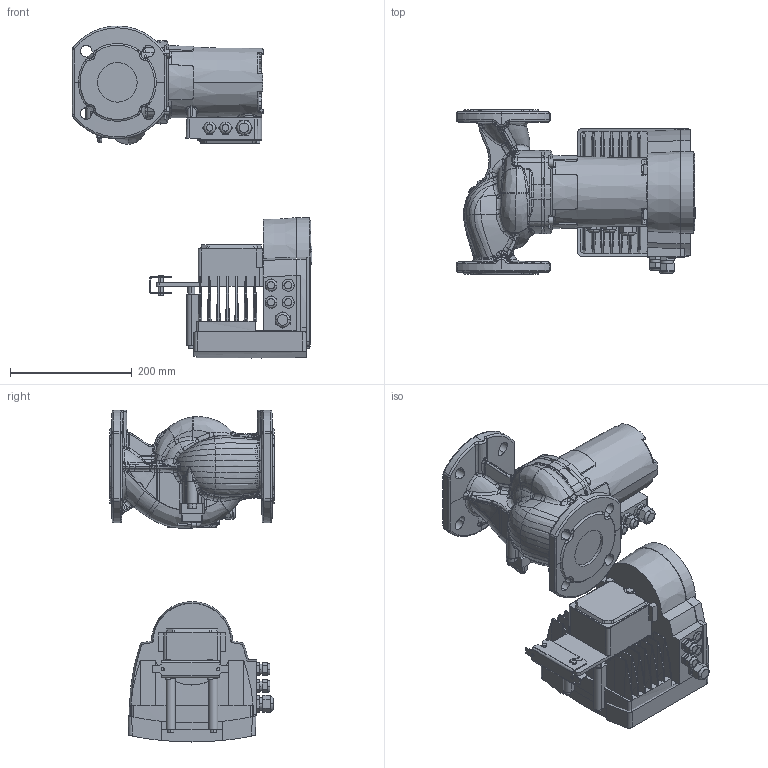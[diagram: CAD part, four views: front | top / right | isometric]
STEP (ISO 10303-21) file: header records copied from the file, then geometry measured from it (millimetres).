
FILE_DESCRIPTION (( 'STEP AP203' ), '1' );
FILE_NAME ('ModulA 65-8 270 GREEN.STEP', '2014-07-15T11:14:00', ( '' ), ( '' ), 'SwSTEP 2.0', 'SolidWorks 2011', '' );
FILE_SCHEMA (( 'CONFIG_CONTROL_DESIGN' ));
Length unit declared in the file: millimetre
Products named in the file (1): ModulA 65-8 270 GREEN
Bounding box: 393.2 x 270 x 545 mm (x, y, z)
Volume: 11025663.1 mm3; surface area: 1048461.1 mm2
Topology: 16 solids, 20 shells, 2442 faces, 6184 edges, 3812 vertices
Faces by surface type: bspline 1020, plane 681, cylinder 483, cone 139, torus 87, sphere 32
Entity records: 162068 total; most frequent: CARTESIAN_POINT 112017, ORIENTED_EDGE 12268, DIRECTION 7543, EDGE_CURVE 6134, VERTEX_POINT 3812, AXIS2_PLACEMENT_3D 2759, EDGE_LOOP 2558, B_SPLINE_CURVE_WITH_KNOTS 2505
